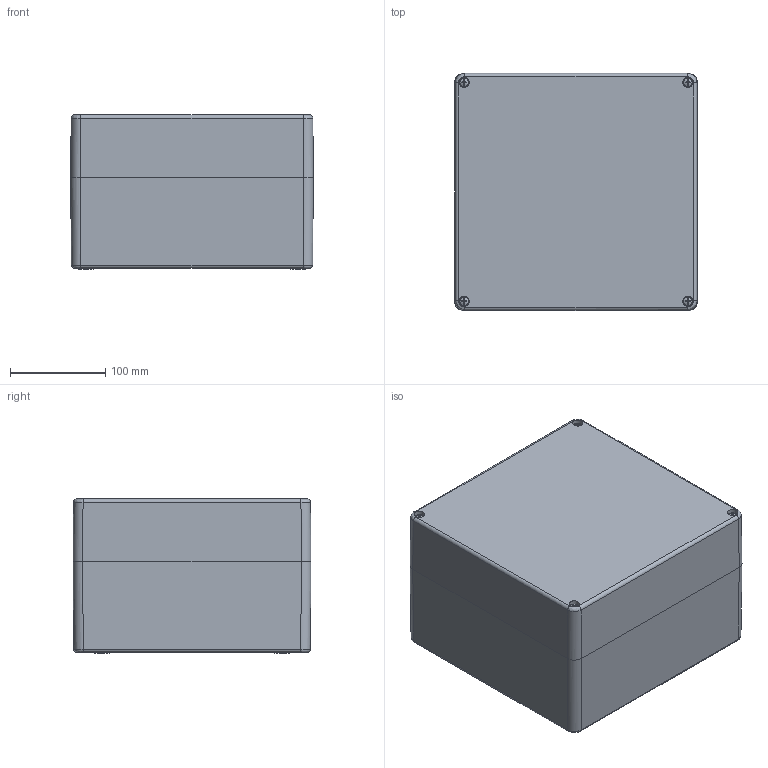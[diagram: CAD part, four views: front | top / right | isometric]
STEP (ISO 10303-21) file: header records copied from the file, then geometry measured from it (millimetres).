
FILE_DESCRIPTION (( 'STEP AP214' ), '1' );
FILE_NAME ('1590ZGRP235BK.STEP', '2021-09-09T11:37:20', ( '' ), ( '' ), 'SwSTEP 2.0', 'SolidWorks 2021', '' );
FILE_SCHEMA (( 'AUTOMOTIVE_DESIGN' ));
Length unit declared in the file: inch
Products named in the file (1): 1590ZGRP235BK
Bounding box: 255 x 250 x 162 mm (x, y, z)
Volume: 1994938.7 mm3; surface area: 601948.1 mm2
Topology: 7 solids, 7 shells, 499 faces, 1225 edges, 785 vertices
Faces by surface type: plane 243, cylinder 92, cone 84, bspline 80
Full cylindrical faces by diameter (mm): 4.5 x8, 4.917 x10, 5.23 x4, 5.81 x4, 6 x4, 6.4 x4, 7 x4, 10.8 x4, 11 x4
Entity records: 17621 total; most frequent: CARTESIAN_POINT 6437, ORIENTED_EDGE 2278, DIRECTION 2172, EDGE_CURVE 1139, AXIS2_PLACEMENT_3D 801, VERTEX_POINT 769, EDGE_LOOP 632, LINE 570
